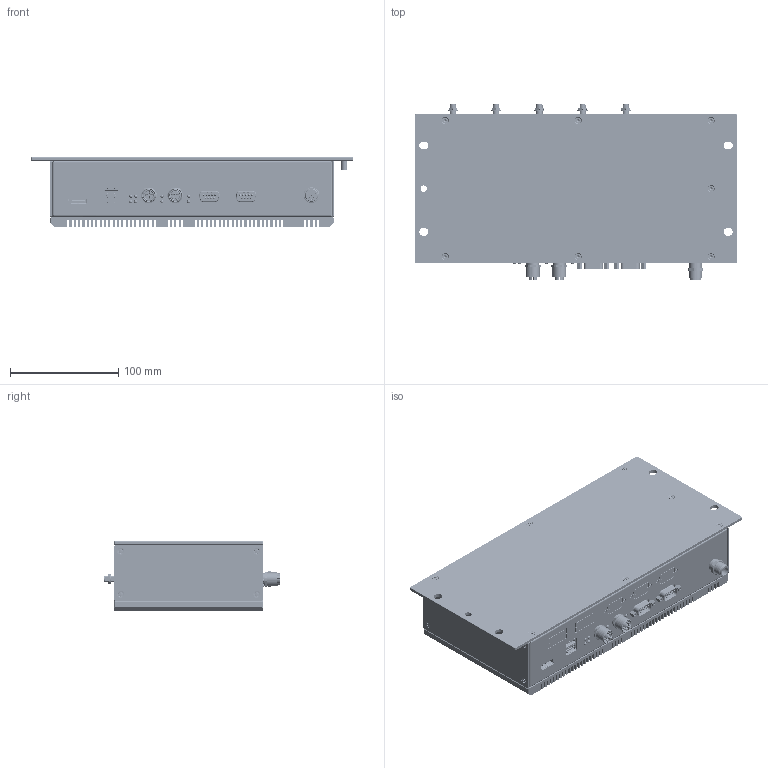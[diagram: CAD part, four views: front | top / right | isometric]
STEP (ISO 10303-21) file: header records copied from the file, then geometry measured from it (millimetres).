
FILE_DESCRIPTION(/* description */ (''),/* implementation_level */ '2;1');
FILE_NAME(/* name */ 'IPC-RML81I20-R152E.stp',/* time_stamp */ '2021-03-11T13:37:28+01:00',/* author */ ('AM'),/* organization */ (''),/* preprocessor_version */ 'ST-DEVELOPER v17.2',/* originating_system */ 'Autodesk Inventor 2019',/* authorisation */ '');
FILE_SCHEMA (('AUTOMOTIVE_DESIGN { 1 0 10303 214 3 1 1 }'));
Products named in the file (1): IPC-RML81I20-R152E_Shrinkwrap_1
Bounding box: 297.6 x 163 x 64 mm (x, y, z)
Volume: 455334.3 mm3; surface area: 361459.5 mm2
Topology: 11 solids, 11 shells, 7647 faces, 21586 edges, 14048 vertices
Faces by surface type: plane 4808, cylinder 1902, cone 473, bspline 221, torus 129, sphere 114
Full cylindrical faces by diameter (mm): 0.5 x5, 0.625 x5, 0.725 x16, 0.8 x16, 0.985 x5, 1 x20, 1.05 x18, 1.1 x2, 1.2 x1, 1.265 x5, 1.275 x15, 1.29 x16, 1.9 x2, 2 x7, 2.1 x4, 2.156 x4, 2.325 x5, 2.459 x6, 2.5 x4, 2.6 x4, 3 x15, 3.3 x8, 3.4 x17, 3.5 x11, 3.8 x4, 3.96 x4, 4.1 x5, 4.45 x12, 4.572 x4, 4.64 x5
Entity records: 276910 total; most frequent: CARTESIAN_POINT 69201, ORIENTED_EDGE 43084, DIRECTION 40835, EDGE_CURVE 21542, LINE 14161, VECTOR 14161, VERTEX_POINT 14048, AXIS2_PLACEMENT_3D 13337
